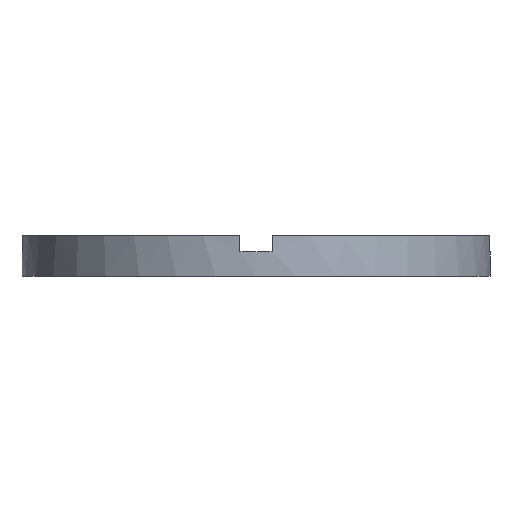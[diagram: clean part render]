
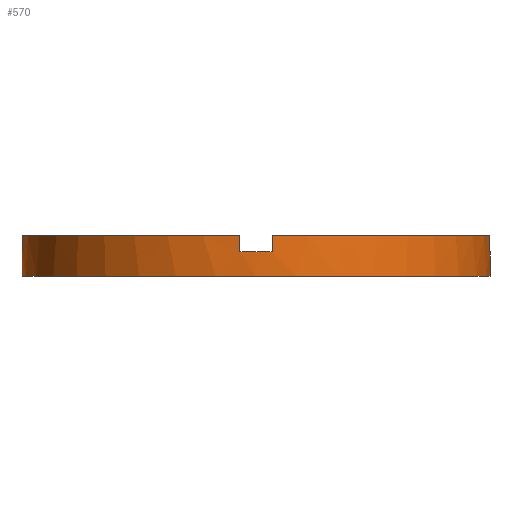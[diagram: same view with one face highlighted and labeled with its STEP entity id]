
A CAD part, front view. The second image highlights one B-rep face of the part: STEP entity #570.
In plain terms, the highlighted cylindrical face has radius 14.5 mm (diameter 29 mm), a partial arc.
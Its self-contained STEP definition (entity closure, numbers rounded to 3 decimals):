
#1 = DIRECTION ( 'NONE',  ( 1., 0., 0. ) ) ;
#3 = DIRECTION ( 'NONE',  ( 1., 0., 0. ) ) ;
#15 = DIRECTION ( 'NONE',  ( 0., 0., 1. ) ) ;
#29 = VECTOR ( 'NONE', #90, 1000. ) ;
#34 = CARTESIAN_POINT ( 'NONE',  ( -14.465, -1., 1.5 ) ) ;
#38 = VECTOR ( 'NONE', #206, 1000. ) ;
#46 = LINE ( 'NONE', #574, #29 ) ;
#53 = DIRECTION ( 'NONE',  ( 0., 0., -1. ) ) ;
#60 = DIRECTION ( 'NONE',  ( 0., 0., 1. ) ) ;
#66 = CARTESIAN_POINT ( 'NONE',  ( 14.5, 0., 0. ) ) ;
#90 = DIRECTION ( 'NONE',  ( 0., 0., 1. ) ) ;
#93 = AXIS2_PLACEMENT_3D ( 'NONE', #237, #301, #639 ) ;
#104 = CARTESIAN_POINT ( 'NONE',  ( 14.5, 0., 2.5 ) ) ;
#122 = LINE ( 'NONE', #780, #386 ) ;
#127 = CIRCLE ( 'NONE', #93, 14.5 ) ;
#156 = CARTESIAN_POINT ( 'NONE',  ( 1., -14.465, 1.5 ) ) ;
#159 = CARTESIAN_POINT ( 'NONE',  ( 14.5, 0., 1.5 ) ) ;
#170 = DIRECTION ( 'NONE',  ( 1., 0., 0. ) ) ;
#172 = ORIENTED_EDGE ( 'NONE', *, *, #364, .F. ) ;
#174 = DIRECTION ( 'NONE',  ( 0., 0., -1. ) ) ;
#179 = CIRCLE ( 'NONE', #722, 14.5 ) ;
#180 = CARTESIAN_POINT ( 'NONE',  ( 0., 0., 2.5 ) ) ;
#204 = ORIENTED_EDGE ( 'NONE', *, *, #559, .T. ) ;
#206 = DIRECTION ( 'NONE',  ( 0., 0., -1. ) ) ;
#222 = VERTEX_POINT ( 'NONE', #357 ) ;
#231 = ORIENTED_EDGE ( 'NONE', *, *, #300, .T. ) ;
#234 = EDGE_LOOP ( 'NONE', ( #471, #172, #204, #678, #726, #747, #231, #480, #464, #732, #735, #456 ) ) ;
#237 = CARTESIAN_POINT ( 'NONE',  ( 0., 0., 2.5 ) ) ;
#243 = EDGE_CURVE ( 'NONE', #516, #484, #636, .T. ) ;
#257 = VERTEX_POINT ( 'NONE', #66 ) ;
#263 = EDGE_CURVE ( 'NONE', #777, #222, #127, .T. ) ;
#281 = EDGE_CURVE ( 'NONE', #781, #723, #625, .T. ) ;
#285 = LINE ( 'NONE', #528, #548 ) ;
#288 = CARTESIAN_POINT ( 'NONE',  ( 0., 0., 2.5 ) ) ;
#292 = FACE_OUTER_BOUND ( 'NONE', #234, .T. ) ;
#300 = EDGE_CURVE ( 'NONE', #426, #222, #122, .T. ) ;
#301 = DIRECTION ( 'NONE',  ( 0., 0., 1. ) ) ;
#304 = LINE ( 'NONE', #775, #552 ) ;
#306 = EDGE_CURVE ( 'NONE', #734, #257, #638, .T. ) ;
#316 = EDGE_CURVE ( 'NONE', #426, #425, #179, .T. ) ;
#323 = CARTESIAN_POINT ( 'NONE',  ( -14.5, 0., 1.5 ) ) ;
#324 = AXIS2_PLACEMENT_3D ( 'NONE', #288, #410, #340 ) ;
#329 = DIRECTION ( 'NONE',  ( 1., 0., 0. ) ) ;
#340 = DIRECTION ( 'NONE',  ( -1., 0., 0. ) ) ;
#357 = CARTESIAN_POINT ( 'NONE',  ( -1., -14.465, 2.5 ) ) ;
#364 = EDGE_CURVE ( 'NONE', #491, #734, #565, .T. ) ;
#373 = AXIS2_PLACEMENT_3D ( 'NONE', #613, #641, #686 ) ;
#386 = VECTOR ( 'NONE', #60, 1000. ) ;
#402 = AXIS2_PLACEMENT_3D ( 'NONE', #749, #620, #329 ) ;
#405 = CARTESIAN_POINT ( 'NONE',  ( 0., 0., 0. ) ) ;
#410 = DIRECTION ( 'NONE',  ( 0., 0., -1. ) ) ;
#412 = CARTESIAN_POINT ( 'NONE',  ( 0., 0., 1.5 ) ) ;
#425 = VERTEX_POINT ( 'NONE', #156 ) ;
#426 = VERTEX_POINT ( 'NONE', #667 ) ;
#444 = CARTESIAN_POINT ( 'NONE',  ( -14.465, -1., 2.5 ) ) ;
#456 = ORIENTED_EDGE ( 'NONE', *, *, #587, .T. ) ;
#459 = AXIS2_PLACEMENT_3D ( 'NONE', #180, #15, #3 ) ;
#464 = ORIENTED_EDGE ( 'NONE', *, *, #575, .T. ) ;
#471 = ORIENTED_EDGE ( 'NONE', *, *, #306, .F. ) ;
#480 = ORIENTED_EDGE ( 'NONE', *, *, #263, .F. ) ;
#484 = VERTEX_POINT ( 'NONE', #743 ) ;
#491 = VERTEX_POINT ( 'NONE', #515 ) ;
#515 = CARTESIAN_POINT ( 'NONE',  ( 14.465, -1., 1.5 ) ) ;
#516 = VERTEX_POINT ( 'NONE', #687 ) ;
#528 = CARTESIAN_POINT ( 'NONE',  ( -14.465, -1., 2.5 ) ) ;
#531 = CYLINDRICAL_SURFACE ( 'NONE', #324, 14.5 ) ;
#548 = VECTOR ( 'NONE', #628, 1000. ) ;
#550 = CIRCLE ( 'NONE', #556, 14.5 ) ;
#552 = VECTOR ( 'NONE', #53, 1000. ) ;
#555 = LINE ( 'NONE', #612, #38 ) ;
#556 = AXIS2_PLACEMENT_3D ( 'NONE', #405, #700, #170 ) ;
#559 = EDGE_CURVE ( 'NONE', #491, #484, #46, .T. ) ;
#565 = CIRCLE ( 'NONE', #402, 14.5 ) ;
#570 = ADVANCED_FACE ( 'NONE', ( #292 ), #531, .T. ) ;
#574 = CARTESIAN_POINT ( 'NONE',  ( 14.465, -1., 2.5 ) ) ;
#575 = EDGE_CURVE ( 'NONE', #777, #723, #285, .T. ) ;
#587 = EDGE_CURVE ( 'NONE', #739, #257, #550, .T. ) ;
#612 = CARTESIAN_POINT ( 'NONE',  ( 1., -14.465, 2.5 ) ) ;
#613 = CARTESIAN_POINT ( 'NONE',  ( 0., 0., 1.5 ) ) ;
#618 = CARTESIAN_POINT ( 'NONE',  ( -14.5, 0., 0. ) ) ;
#620 = DIRECTION ( 'NONE',  ( 0., 0., 1. ) ) ;
#625 = CIRCLE ( 'NONE', #373, 14.5 ) ;
#626 = EDGE_CURVE ( 'NONE', #781, #739, #304, .T. ) ;
#628 = DIRECTION ( 'NONE',  ( 0., 0., -1. ) ) ;
#634 = VECTOR ( 'NONE', #174, 1000. ) ;
#636 = CIRCLE ( 'NONE', #459, 14.5 ) ;
#638 = LINE ( 'NONE', #104, #634 ) ;
#639 = DIRECTION ( 'NONE',  ( 1., 0., 0. ) ) ;
#641 = DIRECTION ( 'NONE',  ( 0., 0., 1. ) ) ;
#667 = CARTESIAN_POINT ( 'NONE',  ( -1., -14.465, 1.5 ) ) ;
#678 = ORIENTED_EDGE ( 'NONE', *, *, #243, .F. ) ;
#686 = DIRECTION ( 'NONE',  ( 1., 0., 0. ) ) ;
#687 = CARTESIAN_POINT ( 'NONE',  ( 1., -14.465, 2.5 ) ) ;
#700 = DIRECTION ( 'NONE',  ( 0., 0., 1. ) ) ;
#709 = DIRECTION ( 'NONE',  ( 0., 0., 1. ) ) ;
#722 = AXIS2_PLACEMENT_3D ( 'NONE', #412, #709, #1 ) ;
#723 = VERTEX_POINT ( 'NONE', #34 ) ;
#726 = ORIENTED_EDGE ( 'NONE', *, *, #748, .T. ) ;
#732 = ORIENTED_EDGE ( 'NONE', *, *, #281, .F. ) ;
#734 = VERTEX_POINT ( 'NONE', #159 ) ;
#735 = ORIENTED_EDGE ( 'NONE', *, *, #626, .T. ) ;
#739 = VERTEX_POINT ( 'NONE', #618 ) ;
#743 = CARTESIAN_POINT ( 'NONE',  ( 14.465, -1., 2.5 ) ) ;
#747 = ORIENTED_EDGE ( 'NONE', *, *, #316, .F. ) ;
#748 = EDGE_CURVE ( 'NONE', #516, #425, #555, .T. ) ;
#749 = CARTESIAN_POINT ( 'NONE',  ( 0., 0., 1.5 ) ) ;
#775 = CARTESIAN_POINT ( 'NONE',  ( -14.5, 0., 2.5 ) ) ;
#777 = VERTEX_POINT ( 'NONE', #444 ) ;
#780 = CARTESIAN_POINT ( 'NONE',  ( -1., -14.465, 2.5 ) ) ;
#781 = VERTEX_POINT ( 'NONE', #323 ) ;
